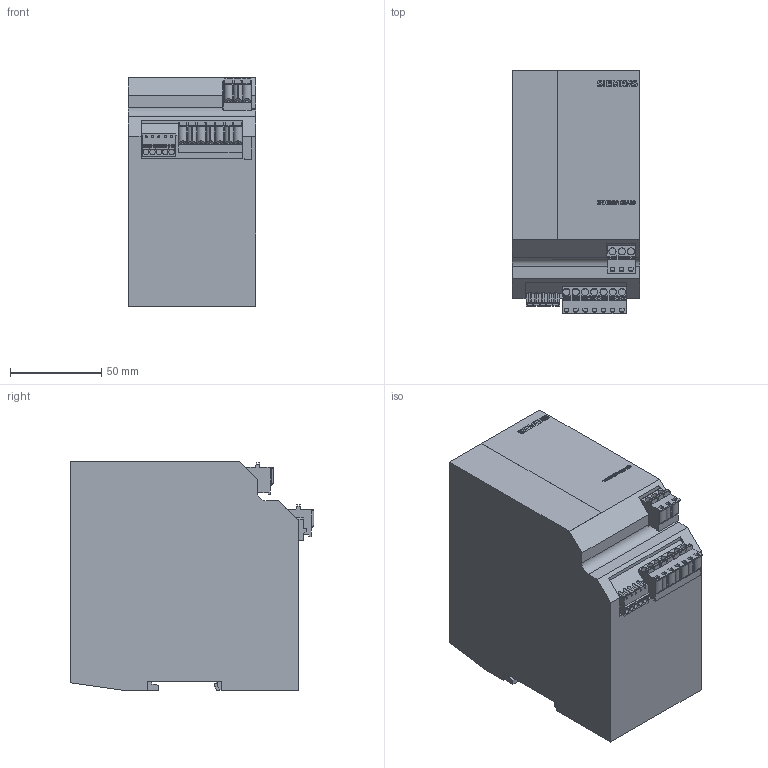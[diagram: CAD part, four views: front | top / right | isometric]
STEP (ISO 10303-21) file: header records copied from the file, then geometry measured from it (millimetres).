
FILE_DESCRIPTION(('STEP AP214'),'1');
FILE_NAME('cctmp_86439636-630E-4030-83C4-C26B51091D8C_2023_07_21_11_27_17_0940..stp','2023-07-21T09:27:18',('SIEMENS A&D'),('CADClick - www.CADClick.com'),'Spatial InterOp 3D postprocessed',' ','unknown authorization');
FILE_SCHEMA(('AUTOMOTIVE_DESIGN'));
Length unit declared in the file: millimetre
Products named in the file (1): 2023_07_21_11_27_17_0903
Bounding box: 70 x 133.62 x 125.36 mm (x, y, z)
Volume: 1044498.8 mm3; surface area: 69330.2 mm2
Topology: 1 solids, 9 shells, 896 faces, 2442 edges, 1603 vertices
Faces by surface type: plane 665, bspline 129, cylinder 96, torus 5, cone 1
Entity records: 37653 total; most frequent: CARTESIAN_POINT 13129, ORIENTED_EDGE 4884, DIRECTION 3845, EDGE_CURVE 2442, LINE 1933, VECTOR 1933, VERTEX_POINT 1603, AXIS2_PLACEMENT_3D 956
